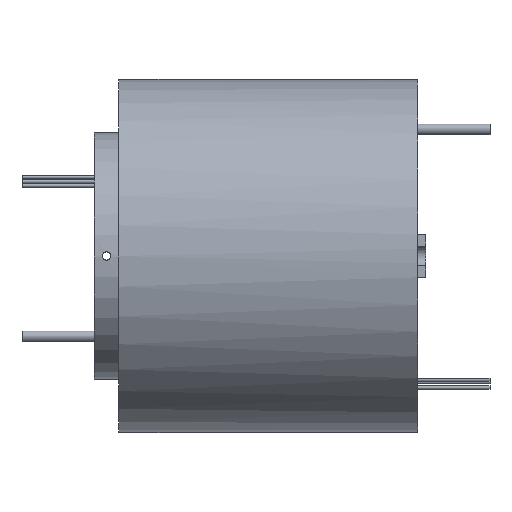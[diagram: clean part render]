
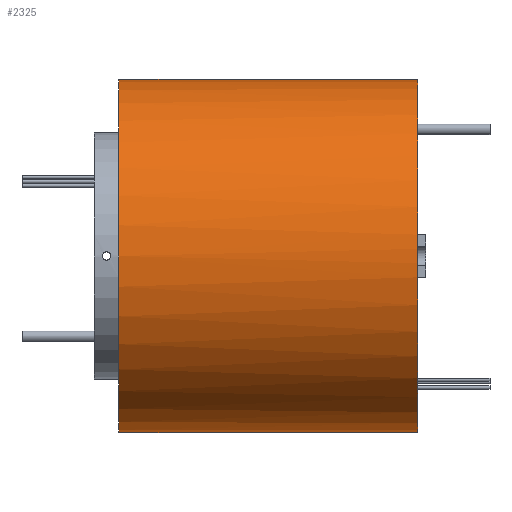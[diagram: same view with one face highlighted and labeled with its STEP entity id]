
A CAD part, front view. The second image highlights one B-rep face of the part: STEP entity #2325.
In plain terms, the highlighted cylindrical face has radius 107.5 mm (diameter 215 mm), a partial arc.
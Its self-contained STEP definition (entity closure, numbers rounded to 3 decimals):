
#96 = CARTESIAN_POINT ( 'NONE',  ( 15., 0., 0. ) ) ;
#143 = CIRCLE ( 'NONE', #3688, 107.5 ) ;
#174 = CARTESIAN_POINT ( 'NONE',  ( 15., 0., 107.5 ) ) ;
#296 = CARTESIAN_POINT ( 'NONE',  ( 197., 0., 0. ) ) ;
#312 = ORIENTED_EDGE ( 'NONE', *, *, #3289, .F. ) ;
#391 = DIRECTION ( 'NONE',  ( 0., 0., -1. ) ) ;
#412 = AXIS2_PLACEMENT_3D ( 'NONE', #2701, #927, #2998 ) ;
#471 = DIRECTION ( 'NONE',  ( 1., 0., 0. ) ) ;
#500 = CIRCLE ( 'NONE', #1266, 107.5 ) ;
#525 = VERTEX_POINT ( 'NONE', #3722 ) ;
#703 = AXIS2_PLACEMENT_3D ( 'NONE', #296, #1175, #2374 ) ;
#787 = ORIENTED_EDGE ( 'NONE', *, *, #2550, .F. ) ;
#793 = EDGE_LOOP ( 'NONE', ( #2160, #2562, #787, #312, #1407, #3455 ) ) ;
#814 = CARTESIAN_POINT ( 'NONE',  ( 197., 0., -107.5 ) ) ;
#856 = VERTEX_POINT ( 'NONE', #991 ) ;
#927 = DIRECTION ( 'NONE',  ( 1., 0., 0. ) ) ;
#991 = CARTESIAN_POINT ( 'NONE',  ( 197., 0., -107.5 ) ) ;
#1103 = FACE_OUTER_BOUND ( 'NONE', #793, .T. ) ;
#1142 = CIRCLE ( 'NONE', #3657, 107.5 ) ;
#1175 = DIRECTION ( 'NONE',  ( -1., 0., 0. ) ) ;
#1266 = AXIS2_PLACEMENT_3D ( 'NONE', #3233, #1486, #3519 ) ;
#1407 = ORIENTED_EDGE ( 'NONE', *, *, #1945, .T. ) ;
#1416 = CARTESIAN_POINT ( 'NONE',  ( 197., -106.711, -13. ) ) ;
#1441 = VERTEX_POINT ( 'NONE', #2193 ) ;
#1486 = DIRECTION ( 'NONE',  ( 1., 0., 0. ) ) ;
#1580 = LINE ( 'NONE', #3457, #2355 ) ;
#1791 = CYLINDRICAL_SURFACE ( 'NONE', #703, 107.5 ) ;
#1945 = EDGE_CURVE ( 'NONE', #525, #2599, #1580, .T. ) ;
#1956 = EDGE_CURVE ( 'NONE', #856, #3258, #2859, .T. ) ;
#2069 = VECTOR ( 'NONE', #2602, 1000. ) ;
#2154 = DIRECTION ( 'NONE',  ( 1., 0., 0. ) ) ;
#2160 = ORIENTED_EDGE ( 'NONE', *, *, #1956, .F. ) ;
#2193 = CARTESIAN_POINT ( 'NONE',  ( 197., -106.711, 13. ) ) ;
#2241 = CARTESIAN_POINT ( 'NONE',  ( 197., 0., 0. ) ) ;
#2294 = EDGE_CURVE ( 'NONE', #3726, #856, #500, .T. ) ;
#2325 = ADVANCED_FACE ( 'NONE', ( #1103 ), #1791, .T. ) ;
#2355 = VECTOR ( 'NONE', #3742, 1000. ) ;
#2374 = DIRECTION ( 'NONE',  ( 0., 0., 1. ) ) ;
#2536 = DIRECTION ( 'NONE',  ( 0., 0., -1. ) ) ;
#2550 = EDGE_CURVE ( 'NONE', #1441, #3726, #1142, .T. ) ;
#2562 = ORIENTED_EDGE ( 'NONE', *, *, #2294, .F. ) ;
#2599 = VERTEX_POINT ( 'NONE', #174 ) ;
#2602 = DIRECTION ( 'NONE',  ( -1., 0., 0. ) ) ;
#2701 = CARTESIAN_POINT ( 'NONE',  ( 197., 0., 0. ) ) ;
#2859 = LINE ( 'NONE', #814, #2069 ) ;
#2998 = DIRECTION ( 'NONE',  ( 0., 0., -1. ) ) ;
#3233 = CARTESIAN_POINT ( 'NONE',  ( 197., 0., 0. ) ) ;
#3258 = VERTEX_POINT ( 'NONE', #3773 ) ;
#3289 = EDGE_CURVE ( 'NONE', #525, #1441, #3518, .T. ) ;
#3455 = ORIENTED_EDGE ( 'NONE', *, *, #3782, .T. ) ;
#3457 = CARTESIAN_POINT ( 'NONE',  ( 197., 0., 107.5 ) ) ;
#3518 = CIRCLE ( 'NONE', #412, 107.5 ) ;
#3519 = DIRECTION ( 'NONE',  ( 0., 0., -1. ) ) ;
#3657 = AXIS2_PLACEMENT_3D ( 'NONE', #2241, #471, #2536 ) ;
#3688 = AXIS2_PLACEMENT_3D ( 'NONE', #96, #2154, #391 ) ;
#3722 = CARTESIAN_POINT ( 'NONE',  ( 197., 0., 107.5 ) ) ;
#3726 = VERTEX_POINT ( 'NONE', #1416 ) ;
#3742 = DIRECTION ( 'NONE',  ( -1., 0., 0. ) ) ;
#3773 = CARTESIAN_POINT ( 'NONE',  ( 15., 0., -107.5 ) ) ;
#3782 = EDGE_CURVE ( 'NONE', #2599, #3258, #143, .T. ) ;
